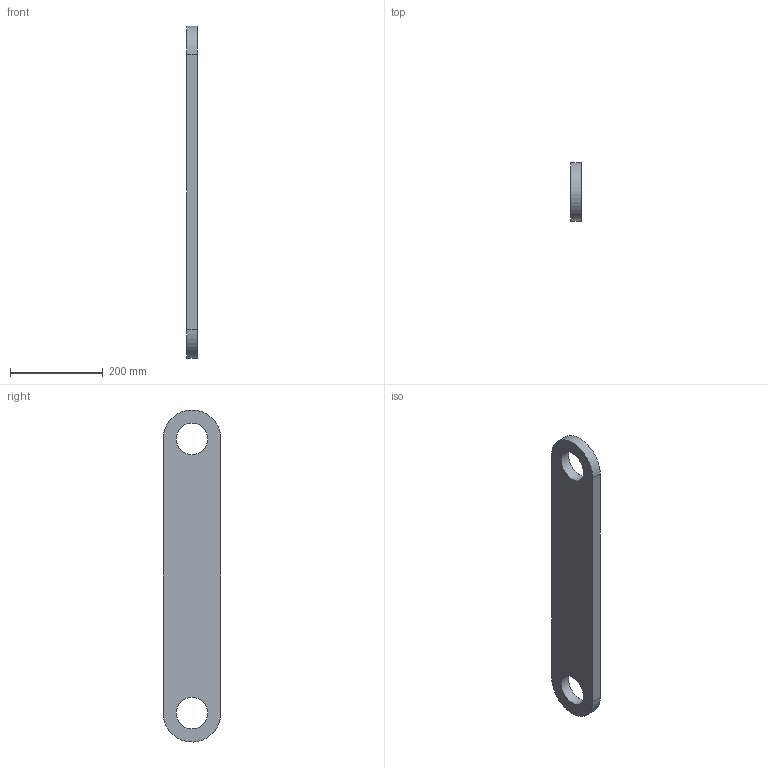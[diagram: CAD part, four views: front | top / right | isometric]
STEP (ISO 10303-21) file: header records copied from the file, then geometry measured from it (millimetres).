
FILE_DESCRIPTION(('FreeCAD Model'),'2;1');
FILE_NAME('Open CASCADE Shape Model','2025-05-02T09:09:00',('FreeCAD'),( 'FreeCAD'),'Open CASCADE STEP processor 7.6','FreeCAD','Unknown');
FILE_SCHEMA(('AUTOMOTIVE_DESIGN { 1 0 10303 214 1 1 1 1 }'));
Length unit declared in the file: millimetre
Products named in the file (1): Open CASCADE STEP translator 7.6 1
Bounding box: 22.69 x 124.78 x 714.52 mm (x, y, z)
Volume: 1783757.2 mm3; surface area: 202480.9 mm2
Topology: 1 solids, 1 shells, 8 faces, 30 edges, 28 vertices
Faces by surface type: bspline 8
Entity records: 388 total; most frequent: CARTESIAN_POINT 224, ORIENTED_EDGE 44, EDGE_CURVE 22, VERTEX_POINT 16, B_SPLINE_CURVE_WITH_KNOTS 13, FACE_BOUND 12, EDGE_LOOP 12, ADVANCED_FACE 8
